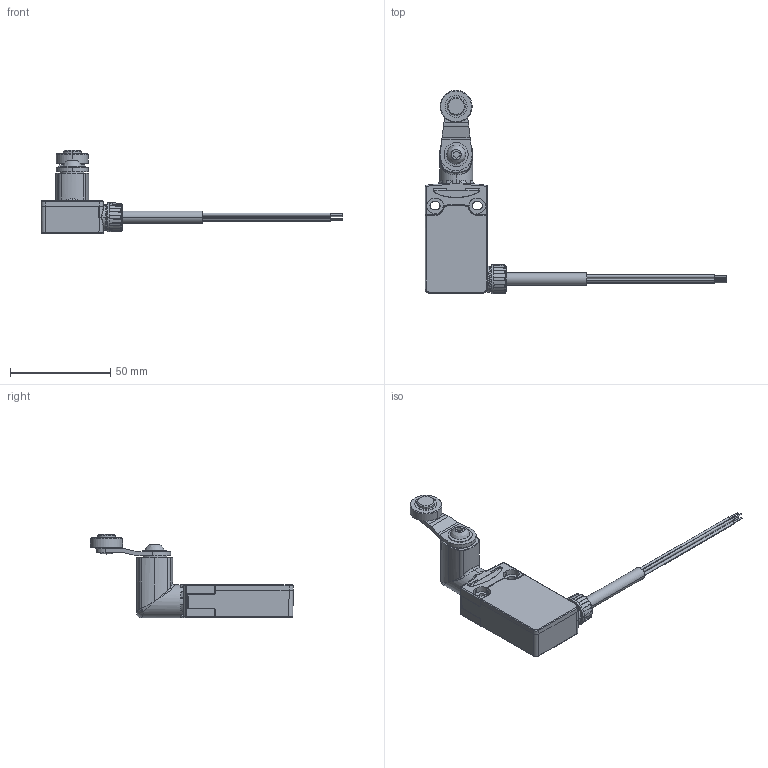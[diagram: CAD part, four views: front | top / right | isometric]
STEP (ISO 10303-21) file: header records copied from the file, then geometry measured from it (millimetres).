
FILE_DESCRIPTION (( 'STEP AP203' ), '1' );
FILE_NAME ('PS116Z11-LR200H200_Default.step', '2022-10-27T18:29:41', ( 'Windows User' ), ( 'AUTOMATION DIRECT' ), 'SwSTEP 2.0', 'SolidWorks 2021', '' );
FILE_SCHEMA (( 'CONFIG_CONTROL_DESIGN' ));
Length unit declared in the file: inch
Products named in the file (1): PS116Z11-LR200H200_Default
Bounding box: 150.5 x 101.28 x 41.8 mm (x, y, z)
Volume: 39800.5 mm3; surface area: 18009.7 mm2
Topology: 1 solids, 1 shells, 1082 faces, 2763 edges, 1684 vertices
Faces by surface type: cylinder 442, plane 335, bspline 265, cone 26, torus 14
Entity records: 43148 total; most frequent: CARTESIAN_POINT 18966, ORIENTED_EDGE 5482, DIRECTION 4582, EDGE_CURVE 2741, AXIS2_PLACEMENT_3D 1724, VERTEX_POINT 1684, EDGE_LOOP 1137, VECTOR 1134
